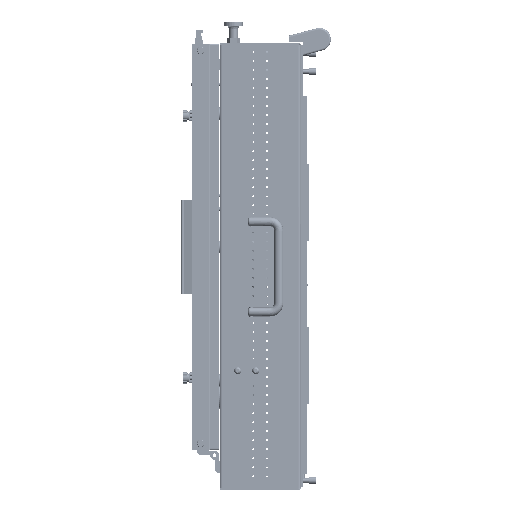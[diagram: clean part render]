
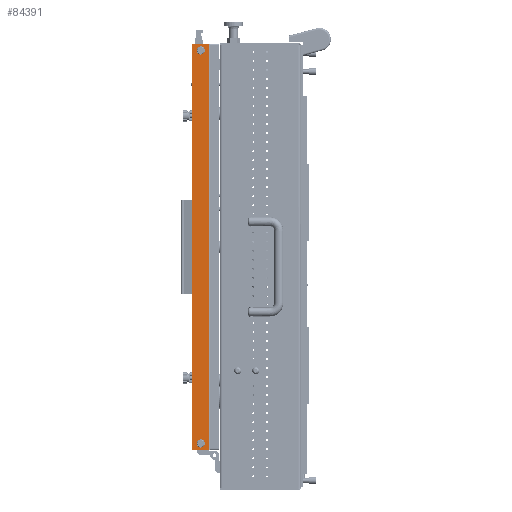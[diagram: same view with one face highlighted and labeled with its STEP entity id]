
A CAD part, left-side view. The second image highlights one B-rep face of the part: STEP entity #84391.
In plain terms, the highlighted face is planar.
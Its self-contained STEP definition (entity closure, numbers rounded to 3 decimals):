
#180 = DIRECTION ( 'NONE',  ( 1., 0., 0. ) ) ;
#1091 = VERTEX_POINT ( 'NONE', #97047 ) ;
#1157 = CARTESIAN_POINT ( 'NONE',  ( -225., 20., 7.5 ) ) ;
#4967 = VERTEX_POINT ( 'NONE', #8697 ) ;
#6110 = VECTOR ( 'NONE', #98896, 1000. ) ;
#8697 = CARTESIAN_POINT ( 'NONE',  ( -225., 19.5, 7.5 ) ) ;
#9573 = CARTESIAN_POINT ( 'NONE',  ( -225., 0., 7.5 ) ) ;
#12562 = EDGE_CURVE ( 'NONE', #49696, #73863, #70048, .T. ) ;
#13273 = DIRECTION ( 'NONE',  ( 0., 0., 1. ) ) ;
#13684 = CIRCLE ( 'NONE', #100707, 4.5 ) ;
#15788 = CARTESIAN_POINT ( 'NONE',  ( -213., 10., 7.5 ) ) ;
#16465 = ORIENTED_EDGE ( 'NONE', *, *, #127576, .F. ) ;
#18841 = AXIS2_PLACEMENT_3D ( 'NONE', #119001, #59448, #180 ) ;
#20162 = DIRECTION ( 'NONE',  ( 0., -1., 0. ) ) ;
#20296 = CIRCLE ( 'NONE', #18841, 4.5 ) ;
#20556 = LINE ( 'NONE', #103490, #91643 ) ;
#21014 = CARTESIAN_POINT ( 'NONE',  ( -222., 10., 7.5 ) ) ;
#21506 = DIRECTION ( 'NONE',  ( 1., 0., 0. ) ) ;
#21934 = CARTESIAN_POINT ( 'NONE',  ( -225., 0.5, 7.5 ) ) ;
#23625 = VERTEX_POINT ( 'NONE', #65144 ) ;
#23844 = VERTEX_POINT ( 'NONE', #98327 ) ;
#26377 = ORIENTED_EDGE ( 'NONE', *, *, #118352, .T. ) ;
#29642 = DIRECTION ( 'NONE',  ( 0., 0., 1. ) ) ;
#31349 = CARTESIAN_POINT ( 'NONE',  ( 225., 20., 7.5 ) ) ;
#32440 = LINE ( 'NONE', #1157, #6110 ) ;
#33364 = VECTOR ( 'NONE', #42924, 1000. ) ;
#35775 = VERTEX_POINT ( 'NONE', #21934 ) ;
#36164 = EDGE_LOOP ( 'NONE', ( #78246, #107163 ) ) ;
#39114 = CARTESIAN_POINT ( 'NONE',  ( 217.5, 10., 7.5 ) ) ;
#40691 = DIRECTION ( 'NONE',  ( -1., 0., 0. ) ) ;
#40867 = CARTESIAN_POINT ( 'NONE',  ( 225., 0.5, 7.5 ) ) ;
#41780 = CARTESIAN_POINT ( 'NONE',  ( -217.5, 10., 7.5 ) ) ;
#42825 = EDGE_LOOP ( 'NONE', ( #16465, #43605, #26377, #46131 ) ) ;
#42924 = DIRECTION ( 'NONE',  ( -1., 0., 0. ) ) ;
#43605 = ORIENTED_EDGE ( 'NONE', *, *, #57688, .T. ) ;
#44276 = LINE ( 'NONE', #92126, #33364 ) ;
#46131 = ORIENTED_EDGE ( 'NONE', *, *, #78743, .T. ) ;
#49490 = DIRECTION ( 'NONE',  ( 1., 0., 0. ) ) ;
#49696 = VERTEX_POINT ( 'NONE', #21014 ) ;
#49809 = EDGE_CURVE ( 'NONE', #23625, #1091, #20296, .T. ) ;
#51094 = AXIS2_PLACEMENT_3D ( 'NONE', #41780, #110007, #21506 ) ;
#52677 = VECTOR ( 'NONE', #20162, 1000. ) ;
#57688 = EDGE_CURVE ( 'NONE', #23844, #4967, #44276, .T. ) ;
#58606 = FACE_BOUND ( 'NONE', #36164, .T. ) ;
#59448 = DIRECTION ( 'NONE',  ( 0., 0., 1. ) ) ;
#63783 = EDGE_CURVE ( 'NONE', #73863, #49696, #13684, .T. ) ;
#65144 = CARTESIAN_POINT ( 'NONE',  ( 213., 10., 7.5 ) ) ;
#70048 = CIRCLE ( 'NONE', #51094, 4.5 ) ;
#73302 = CARTESIAN_POINT ( 'NONE',  ( -217.5, 10., 7.5 ) ) ;
#73430 = EDGE_LOOP ( 'NONE', ( #124314, #113781 ) ) ;
#73718 = DIRECTION ( 'NONE',  ( 1., 0., 0. ) ) ;
#73863 = VERTEX_POINT ( 'NONE', #15788 ) ;
#75427 = DIRECTION ( 'NONE',  ( 1., 0., 0. ) ) ;
#78246 = ORIENTED_EDGE ( 'NONE', *, *, #63783, .F. ) ;
#78673 = FACE_OUTER_BOUND ( 'NONE', #42825, .T. ) ;
#78725 = DIRECTION ( 'NONE',  ( 0., 0., -1. ) ) ;
#78743 = EDGE_CURVE ( 'NONE', #35775, #127592, #20556, .T. ) ;
#84391 = ADVANCED_FACE ( 'NONE', ( #104930, #58606, #78673 ), #99833, .F. ) ;
#85253 = AXIS2_PLACEMENT_3D ( 'NONE', #9573, #78725, #40691 ) ;
#91643 = VECTOR ( 'NONE', #75427, 1000. ) ;
#92126 = CARTESIAN_POINT ( 'NONE',  ( -225., 19.5, 7.5 ) ) ;
#97047 = CARTESIAN_POINT ( 'NONE',  ( 222., 10., 7.5 ) ) ;
#98327 = CARTESIAN_POINT ( 'NONE',  ( 225., 19.5, 7.5 ) ) ;
#98896 = DIRECTION ( 'NONE',  ( 0., -1., 0. ) ) ;
#99833 = PLANE ( 'NONE',  #85253 ) ;
#100707 = AXIS2_PLACEMENT_3D ( 'NONE', #73302, #13273, #73718 ) ;
#102024 = CIRCLE ( 'NONE', #110831, 4.5 ) ;
#103490 = CARTESIAN_POINT ( 'NONE',  ( 225., 0.5, 7.5 ) ) ;
#104930 = FACE_BOUND ( 'NONE', #73430, .T. ) ;
#107163 = ORIENTED_EDGE ( 'NONE', *, *, #12562, .F. ) ;
#110007 = DIRECTION ( 'NONE',  ( 0., 0., 1. ) ) ;
#110831 = AXIS2_PLACEMENT_3D ( 'NONE', #39114, #29642, #49490 ) ;
#113781 = ORIENTED_EDGE ( 'NONE', *, *, #49809, .F. ) ;
#118352 = EDGE_CURVE ( 'NONE', #4967, #35775, #32440, .T. ) ;
#119001 = CARTESIAN_POINT ( 'NONE',  ( 217.5, 10., 7.5 ) ) ;
#121195 = EDGE_CURVE ( 'NONE', #1091, #23625, #102024, .T. ) ;
#124314 = ORIENTED_EDGE ( 'NONE', *, *, #121195, .F. ) ;
#125270 = LINE ( 'NONE', #31349, #52677 ) ;
#127576 = EDGE_CURVE ( 'NONE', #23844, #127592, #125270, .T. ) ;
#127592 = VERTEX_POINT ( 'NONE', #40867 ) ;
